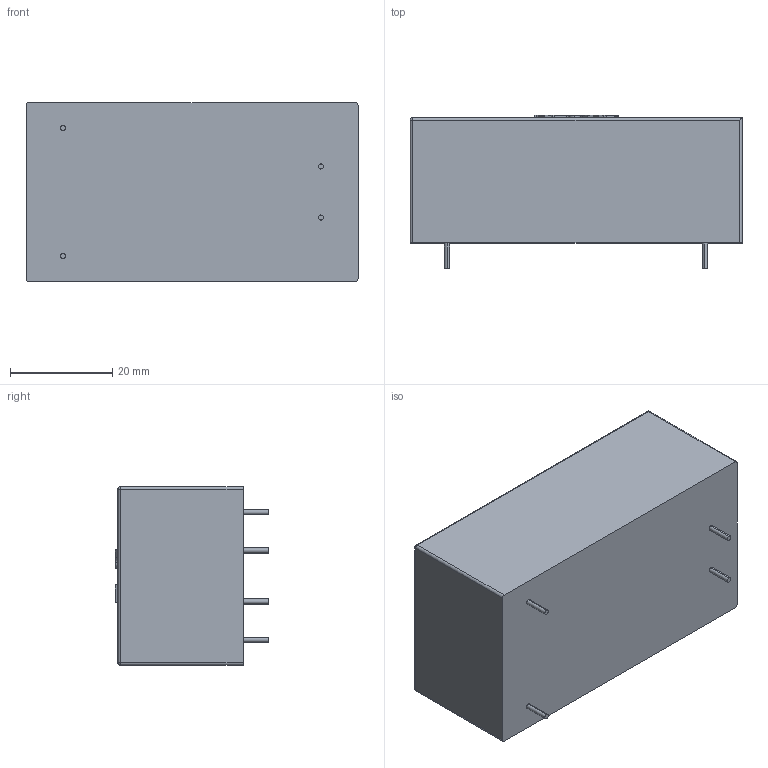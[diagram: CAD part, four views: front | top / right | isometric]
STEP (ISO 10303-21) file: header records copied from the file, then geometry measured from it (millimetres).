
FILE_DESCRIPTION (( 'STEP AP214' ), '1' );
FILE_NAME ('Myrra_20w.STEP', '2022-09-18T20:45:42', ( '' ), ( '' ), 'SwSTEP 2.0', 'SolidWorks 2020', '' );
FILE_SCHEMA (( 'AUTOMOTIVE_DESIGN' ));
Length unit declared in the file: millimetre
Products named in the file (1): Myrra_20w
Bounding box: 65 x 30 x 35 mm (x, y, z)
Volume: 55751.3 mm3; surface area: 9532 mm2
Topology: 1 solids, 1 shells, 138 faces, 354 edges, 232 vertices
Faces by surface type: plane 96, bspline 25, cylinder 15, sphere 2
Entity records: 5990 total; most frequent: CARTESIAN_POINT 2586, ORIENTED_EDGE 704, DIRECTION 554, EDGE_CURVE 352, LINE 274, VECTOR 274, VERTEX_POINT 232, EDGE_LOOP 154
